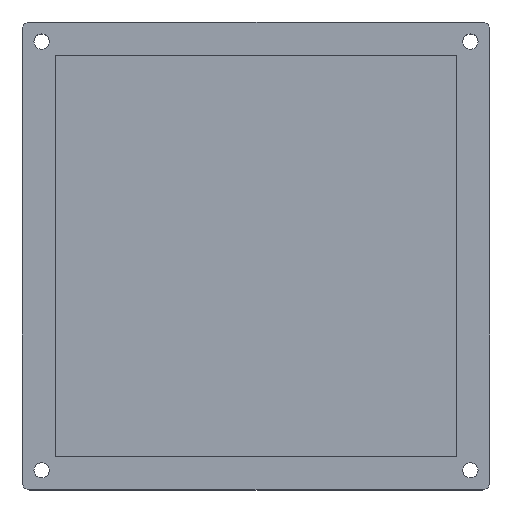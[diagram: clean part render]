
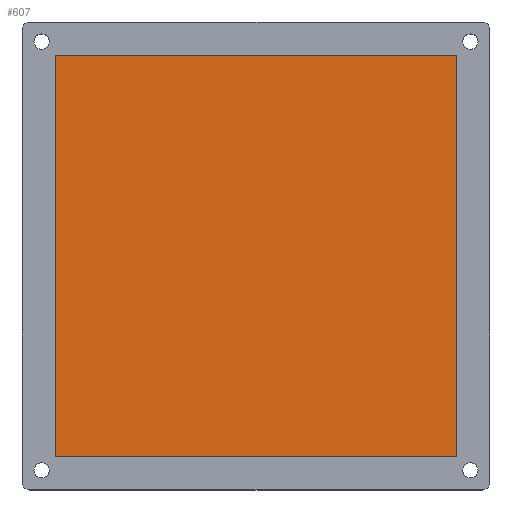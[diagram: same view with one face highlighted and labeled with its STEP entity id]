
A CAD part, top view. The second image highlights one B-rep face of the part: STEP entity #607.
In plain terms, the highlighted planar face has unit normal (0, 0, 1).
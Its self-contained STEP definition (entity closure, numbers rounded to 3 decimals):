
#39=PLANE('',#676);
#70=FACE_OUTER_BOUND('',#115,.T.);
#115=EDGE_LOOP('',(#518,#519,#520,#521));
#166=LINE('',#1023,#218);
#167=LINE('',#1025,#219);
#168=LINE('',#1027,#220);
#169=LINE('',#1028,#221);
#218=VECTOR('',#844,10.);
#219=VECTOR('',#845,10.);
#220=VECTOR('',#846,10.);
#221=VECTOR('',#847,10.);
#310=VERTEX_POINT('',#1021);
#311=VERTEX_POINT('',#1022);
#312=VERTEX_POINT('',#1024);
#313=VERTEX_POINT('',#1026);
#386=EDGE_CURVE('',#310,#311,#166,.T.);
#387=EDGE_CURVE('',#312,#310,#167,.T.);
#388=EDGE_CURVE('',#313,#312,#168,.T.);
#389=EDGE_CURVE('',#311,#313,#169,.T.);
#518=ORIENTED_EDGE('',*,*,#386,.F.);
#519=ORIENTED_EDGE('',*,*,#387,.F.);
#520=ORIENTED_EDGE('',*,*,#388,.F.);
#521=ORIENTED_EDGE('',*,*,#389,.F.);
#607=ADVANCED_FACE('',(#70),#39,.T.);
#676=AXIS2_PLACEMENT_3D('',#1020,#842,#843);
#842=DIRECTION('center_axis',(0.,0.,1.));
#843=DIRECTION('ref_axis',(1.,0.,0.));
#844=DIRECTION('',(1.,0.,0.));
#845=DIRECTION('',(0.,1.,0.));
#846=DIRECTION('',(-1.,0.,0.));
#847=DIRECTION('',(0.,-1.,0.));
#1020=CARTESIAN_POINT('Origin',(49.775,-49.775,-8.));
#1021=CARTESIAN_POINT('',(-1.5,1.5,-8.));
#1022=CARTESIAN_POINT('',(101.05,1.5,-8.));
#1023=CARTESIAN_POINT('',(74.663,1.5,-8.));
#1024=CARTESIAN_POINT('',(-1.5,-101.05,-8.));
#1025=CARTESIAN_POINT('',(-1.5,-24.888,-8.));
#1026=CARTESIAN_POINT('',(101.05,-101.05,-8.));
#1027=CARTESIAN_POINT('',(24.888,-101.05,-8.));
#1028=CARTESIAN_POINT('',(101.05,-74.663,-8.));
